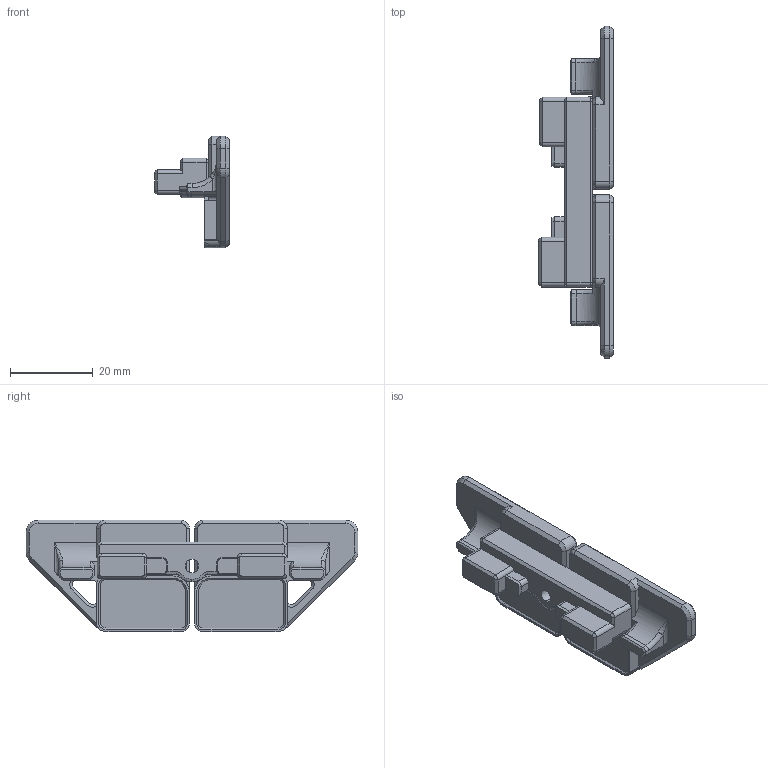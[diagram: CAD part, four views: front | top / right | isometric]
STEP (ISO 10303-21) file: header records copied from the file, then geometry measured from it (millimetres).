
FILE_DESCRIPTION (( 'STEP AP214' ), '1' );
FILE_NAME ('ass_b2v_maniglia_porte.STEP', '2024-01-16T13:02:04', ( '' ), ( '' ), 'SwSTEP 2.0', 'SolidWorks 2022', '' );
FILE_SCHEMA (( 'AUTOMOTIVE_DESIGN' ));
Length unit declared in the file: millimetre
Products named in the file (4): b2v_maniglia_porta_b; ass_b2v_maniglia_porte; b2v_maniglia_porta_a; b2v_blocco_porte_calamite
Assembly tree (3 placements, depth 2):
  ass_b2v_maniglia_porte
    b2v_blocco_porte_calamite
    b2v_maniglia_porta_a
    b2v_maniglia_porta_b
Bounding box: 18 x 80.15 x 27 mm (x, y, z)
Volume: 11318.2 mm3; surface area: 7127.3 mm2
Topology: 3 solids, 3 shells, 335 faces, 829 edges, 501 vertices
Faces by surface type: plane 162, cone 89, cylinder 76, bspline 4, torus 4
Entity records: 10073 total; most frequent: CARTESIAN_POINT 1988, DIRECTION 1686, ORIENTED_EDGE 1654, EDGE_CURVE 827, AXIS2_PLACEMENT_3D 584, VECTOR 518, LINE 518, VERTEX_POINT 501
